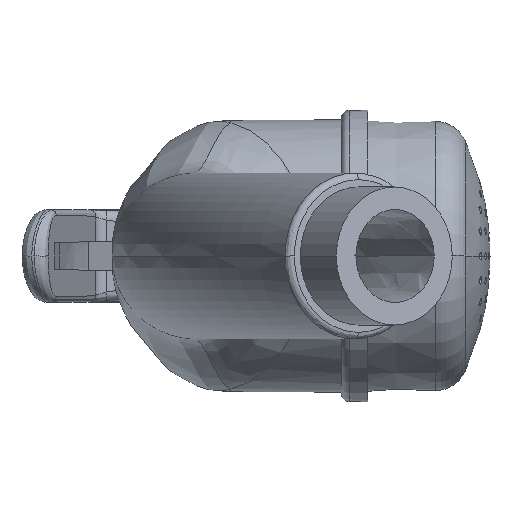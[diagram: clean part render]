
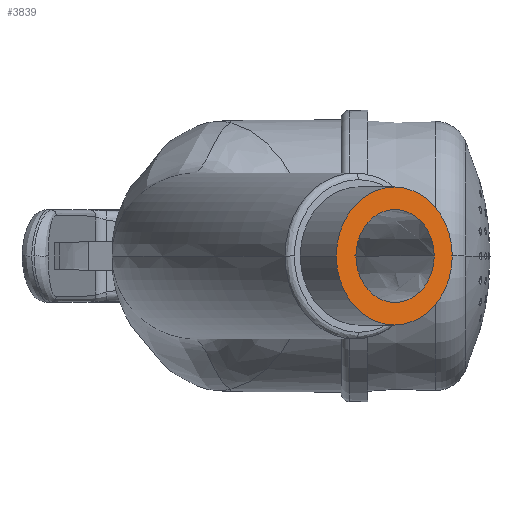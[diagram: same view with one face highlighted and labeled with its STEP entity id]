
A CAD part, left-side view. The second image highlights one B-rep face of the part: STEP entity #3839.
In plain terms, the highlighted planar face has unit normal (-0.84, -0.543, 0).
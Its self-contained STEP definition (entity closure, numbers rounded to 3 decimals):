
#801=CARTESIAN_POINT('',(-119.891,-6.681,0.));
#802=DIRECTION('',(-0.84,-0.543,0.));
#803=DIRECTION('',(0.543,-0.84,0.));
#804=AXIS2_PLACEMENT_3D('',#801,#802,#803);
#806=CARTESIAN_POINT('',(-119.891,-6.681,0.));
#807=DIRECTION('',(0.84,0.543,0.));
#808=DIRECTION('',(0.543,-0.84,0.));
#809=AXIS2_PLACEMENT_3D('',#806,#807,#808);
#811=CARTESIAN_POINT('',(-123.636,-0.886,
0.));
#812=CARTESIAN_POINT('',(-123.636,-0.886,
0.497));
#813=CARTESIAN_POINT('',(-123.579,-0.973,
1.469));
#814=CARTESIAN_POINT('',(-123.33,-1.359,2.885));
#815=CARTESIAN_POINT('',(-122.923,-1.989,4.172));
#816=CARTESIAN_POINT('',(-122.384,-2.823,5.269));
#817=CARTESIAN_POINT('',(-121.726,-3.841,6.139));
#818=CARTESIAN_POINT('',(-120.993,-4.975,6.732));
#819=CARTESIAN_POINT('',(-120.198,-6.205,7.033));
#820=CARTESIAN_POINT('',(-119.395,-7.448,7.023));
#821=CARTESIAN_POINT('',(-118.599,-8.681,6.696));
#822=CARTESIAN_POINT('',(-117.876,-9.8,6.085));
#823=CARTESIAN_POINT('',(-117.234,-10.793,5.212));
#824=CARTESIAN_POINT('',(-116.709,-11.605,4.124));
#825=CARTESIAN_POINT('',(-116.312,-12.22,2.848));
#826=CARTESIAN_POINT('',(-116.07,-12.595,1.448));
#827=CARTESIAN_POINT('',(-116.015,-12.68,
0.49));
#828=CARTESIAN_POINT('',(-116.015,-12.68,
0.));
#830=CARTESIAN_POINT('',(-123.636,-0.886,
0.));
#831=CARTESIAN_POINT('',(-123.636,-0.886,
-0.497));
#832=CARTESIAN_POINT('',(-123.579,-0.973,
-1.469));
#833=CARTESIAN_POINT('',(-123.33,-1.359,
-2.885));
#834=CARTESIAN_POINT('',(-122.923,-1.989,
-4.172));
#835=CARTESIAN_POINT('',(-122.384,-2.823,
-5.269));
#836=CARTESIAN_POINT('',(-121.726,-3.841,
-6.139));
#837=CARTESIAN_POINT('',(-120.993,-4.975,
-6.732));
#838=CARTESIAN_POINT('',(-120.198,-6.205,
-7.033));
#839=CARTESIAN_POINT('',(-119.395,-7.448,
-7.023));
#840=CARTESIAN_POINT('',(-118.599,-8.681,
-6.696));
#841=CARTESIAN_POINT('',(-117.876,-9.8,
-6.085));
#842=CARTESIAN_POINT('',(-117.234,-10.793,
-5.212));
#843=CARTESIAN_POINT('',(-116.709,-11.605,
-4.124));
#844=CARTESIAN_POINT('',(-116.312,-12.22,
-2.848));
#845=CARTESIAN_POINT('',(-116.07,-12.595,
-1.448));
#846=CARTESIAN_POINT('',(-116.015,-12.68,
-0.49));
#847=CARTESIAN_POINT('',(-116.015,-12.68,
0.));
#858=CARTESIAN_POINT('',(-123.636,-0.886,
0.));
#860=CARTESIAN_POINT('',(-116.015,-12.68,
0.));
#2972=CARTESIAN_POINT('',(-114.247,-15.416,
0.));
#2974=VERTEX_POINT('',#2972);
#2976=CARTESIAN_POINT('',(-125.536,2.054,0.));
#2978=VERTEX_POINT('',#2976);
#2989=VERTEX_POINT('',#858);
#2990=VERTEX_POINT('',#860);
#3824=CARTESIAN_POINT('',(-87.621,-56.62,0.));
#3825=DIRECTION('',(-0.84,-0.543,0.));
#3826=DIRECTION('',(0.,0.,-1.));
#3827=AXIS2_PLACEMENT_3D('',#3824,#3825,#3826);
#3828=PLANE('',#3827);
#3829=ORIENTED_EDGE('',*,*,#3803,.F.);
#3830=ORIENTED_EDGE('',*,*,#3819,.T.);
#3831=EDGE_LOOP('',(#3829,#3830));
#3832=FACE_OUTER_BOUND('',#3831,.F.);
#3834=ORIENTED_EDGE('',*,*,#3833,.F.);
#3836=ORIENTED_EDGE('',*,*,#3835,.T.);
#3837=EDGE_LOOP('',(#3834,#3836));
#3838=FACE_BOUND('',#3837,.F.);
#805=CIRCLE('',#804,10.4);
#810=CIRCLE('',#809,10.4);
#829=B_SPLINE_CURVE_WITH_KNOTS('',3,(#811,#812,#813,#814,#815,#816,#817,#818,
#819,#820,#821,#822,#823,#824,#825,#826,#827,#828),.UNSPECIFIED.,.F.,.F.,(4,1,1,
1,1,1,1,1,1,1,1,1,1,1,1,4),(0.,0.067,0.133,0.2,
0.267,0.333,0.4,0.467,0.533,
0.6,0.667,0.733,0.8,0.867,
0.933,1.),.UNSPECIFIED.);
#848=B_SPLINE_CURVE_WITH_KNOTS('',3,(#830,#831,#832,#833,#834,#835,#836,#837,
#838,#839,#840,#841,#842,#843,#844,#845,#846,#847),.UNSPECIFIED.,.F.,.F.,(4,1,1,
1,1,1,1,1,1,1,1,1,1,1,1,4),(0.,0.067,0.133,0.2,
0.267,0.333,0.4,0.467,0.533,
0.6,0.667,0.733,0.8,0.867,
0.933,1.),.UNSPECIFIED.);
#3803=EDGE_CURVE('',#2974,#2978,#805,.T.);
#3819=EDGE_CURVE('',#2974,#2978,#810,.T.);
#3833=EDGE_CURVE('',#2989,#2990,#829,.T.);
#3835=EDGE_CURVE('',#2989,#2990,#848,.T.);
#3839=ADVANCED_FACE('',(#3832,#3838),#3828,.T.);
